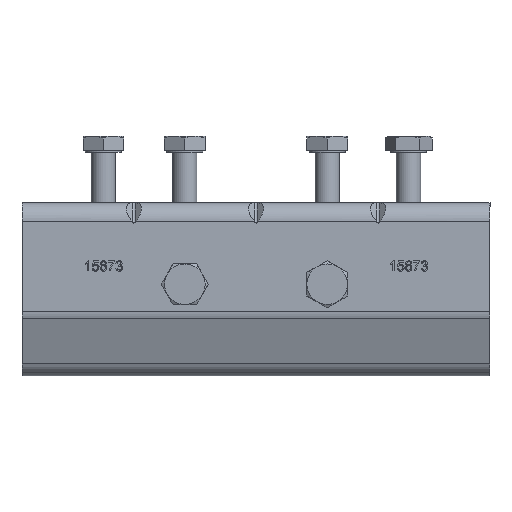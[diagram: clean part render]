
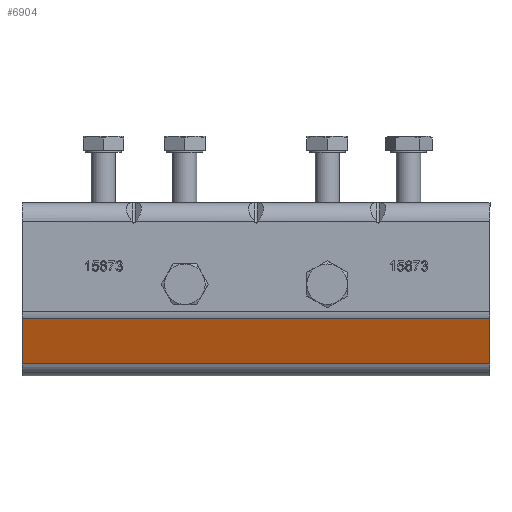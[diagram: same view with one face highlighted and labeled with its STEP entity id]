
A CAD part, left-side view. The second image highlights one B-rep face of the part: STEP entity #6904.
In plain terms, the highlighted face is planar.
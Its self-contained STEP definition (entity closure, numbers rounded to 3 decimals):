
#520=PLANE('',#7411);
#873=FACE_OUTER_BOUND('',#1288,.T.);
#1288=EDGE_LOOP('',(#6350,#6351,#6352,#6353));
#1956=LINE('',#12341,#2573);
#1960=LINE('',#12361,#2577);
#1979=LINE('',#12427,#2596);
#1980=LINE('',#12429,#2597);
#2573=VECTOR('',#8785,10.);
#2577=VECTOR('',#8809,10.);
#2596=VECTOR('',#8892,10.);
#2597=VECTOR('',#8895,10.);
#3432=VERTEX_POINT('',#12338);
#3433=VERTEX_POINT('',#12340);
#3438=VERTEX_POINT('',#12358);
#3439=VERTEX_POINT('',#12360);
#4389=EDGE_CURVE('',#3433,#3432,#1956,.T.);
#4401=EDGE_CURVE('',#3439,#3438,#1960,.T.);
#4435=EDGE_CURVE('',#3439,#3432,#1979,.T.);
#4436=EDGE_CURVE('',#3438,#3433,#1980,.T.);
#6350=ORIENTED_EDGE('',*,*,#4401,.T.);
#6351=ORIENTED_EDGE('',*,*,#4436,.T.);
#6352=ORIENTED_EDGE('',*,*,#4389,.T.);
#6353=ORIENTED_EDGE('',*,*,#4435,.F.);
#6904=ADVANCED_FACE('',(#873),#520,.T.);
#7411=AXIS2_PLACEMENT_3D('',#12428,#8893,#8894);
#8785=DIRECTION('',(0.342,0.94,0.));
#8809=DIRECTION('',(-0.342,-0.94,0.));
#8892=DIRECTION('',(0.,0.,-1.));
#8893=DIRECTION('center_axis',(0.94,-0.342,0.));
#8894=DIRECTION('ref_axis',(0.,0.,-1.));
#8895=DIRECTION('',(0.,0.,-1.));
#12338=CARTESIAN_POINT('',(23.698,14.143,-57.5));
#12340=CARTESIAN_POINT('',(19.629,2.961,-57.5));
#12341=CARTESIAN_POINT('',(23.698,14.143,-57.5));
#12358=CARTESIAN_POINT('',(19.629,2.961,57.5));
#12360=CARTESIAN_POINT('',(23.698,14.143,57.5));
#12361=CARTESIAN_POINT('',(23.698,14.143,57.5));
#12427=CARTESIAN_POINT('',(23.698,14.143,0.));
#12428=CARTESIAN_POINT('Origin',(23.698,14.143,0.));
#12429=CARTESIAN_POINT('',(19.629,2.961,0.));
